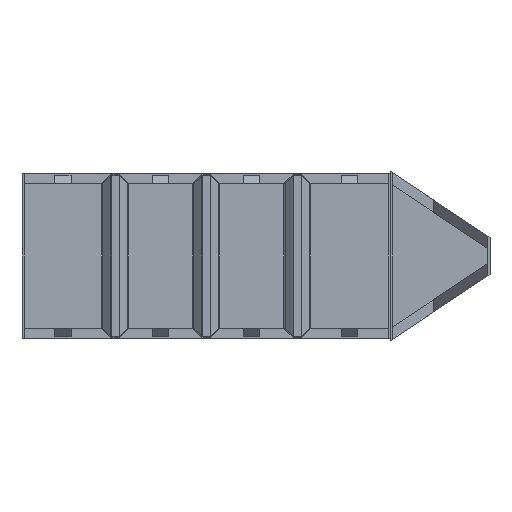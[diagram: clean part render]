
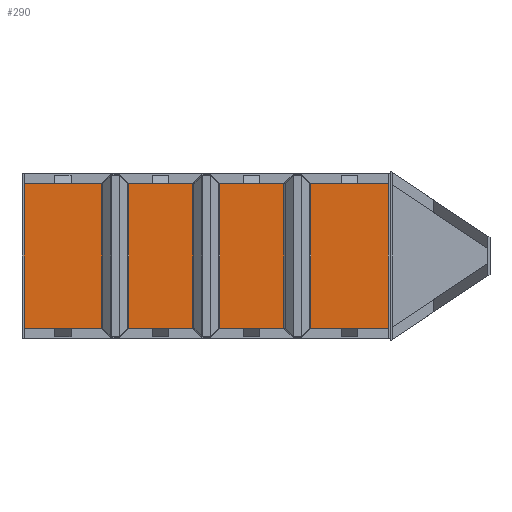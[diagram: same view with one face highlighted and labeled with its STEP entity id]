
A CAD part, front view. The second image highlights one B-rep face of the part: STEP entity #290.
In plain terms, the highlighted planar face has unit normal (0, -1, 0).
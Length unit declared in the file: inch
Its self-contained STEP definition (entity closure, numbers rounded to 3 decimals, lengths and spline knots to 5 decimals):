
#290 = ADVANCED_FACE ( 'NONE', ( #14951 ), #10195, .T. ) ;
#384 = EDGE_CURVE ( 'NONE', #13177, #7574, #3435, .T. ) ;
#471 = VECTOR ( 'NONE', #12416, 39.37008 ) ;
#710 = ORIENTED_EDGE ( 'NONE', *, *, #4195, .F. ) ;
#1006 = DIRECTION ( 'NONE',  ( 0., 0., -1. ) ) ;
#1527 = LINE ( 'NONE', #4221, #471 ) ;
#1986 = ORIENTED_EDGE ( 'NONE', *, *, #13121, .F. ) ;
#2305 = CARTESIAN_POINT ( 'NONE',  ( 0., -0.25, 0. ) ) ;
#3204 = EDGE_LOOP ( 'NONE', ( #1986, #710, #12598, #13639 ) ) ;
#3435 = LINE ( 'NONE', #11553, #5288 ) ;
#4195 = EDGE_CURVE ( 'NONE', #7574, #7197, #11362, .T. ) ;
#4221 = CARTESIAN_POINT ( 'NONE',  ( 22.25, -0.25, 0. ) ) ;
#4890 = CARTESIAN_POINT ( 'NONE',  ( 0., -0.25, -8.8 ) ) ;
#5288 = VECTOR ( 'NONE', #8085, 39.37008 ) ;
#5623 = DIRECTION ( 'NONE',  ( 0., -1., 0. ) ) ;
#5798 = LINE ( 'NONE', #4890, #10532 ) ;
#6354 = CARTESIAN_POINT ( 'NONE',  ( 22.25, -0.25, 8.8 ) ) ;
#6894 = DIRECTION ( 'NONE',  ( 1., 0., 0. ) ) ;
#7197 = VERTEX_POINT ( 'NONE', #6354 ) ;
#7574 = VERTEX_POINT ( 'NONE', #11336 ) ;
#7812 = VERTEX_POINT ( 'NONE', #14195 ) ;
#8085 = DIRECTION ( 'NONE',  ( 0., 0., 1. ) ) ;
#10195 = PLANE ( 'NONE',  #13268 ) ;
#10532 = VECTOR ( 'NONE', #11731, 39.37008 ) ;
#10590 = EDGE_CURVE ( 'NONE', #7812, #13177, #5798, .T. ) ;
#11336 = CARTESIAN_POINT ( 'NONE',  ( -22.25, -0.25, 8.8 ) ) ;
#11362 = LINE ( 'NONE', #11671, #13347 ) ;
#11553 = CARTESIAN_POINT ( 'NONE',  ( -22.25, -0.25, 0. ) ) ;
#11671 = CARTESIAN_POINT ( 'NONE',  ( 0., -0.25, 8.8 ) ) ;
#11731 = DIRECTION ( 'NONE',  ( -1., 0., 0. ) ) ;
#12416 = DIRECTION ( 'NONE',  ( 0., 0., -1. ) ) ;
#12598 = ORIENTED_EDGE ( 'NONE', *, *, #384, .F. ) ;
#13121 = EDGE_CURVE ( 'NONE', #7197, #7812, #1527, .T. ) ;
#13177 = VERTEX_POINT ( 'NONE', #14599 ) ;
#13268 = AXIS2_PLACEMENT_3D ( 'NONE', #2305, #5623, #1006 ) ;
#13347 = VECTOR ( 'NONE', #6894, 39.37008 ) ;
#13639 = ORIENTED_EDGE ( 'NONE', *, *, #10590, .F. ) ;
#14195 = CARTESIAN_POINT ( 'NONE',  ( 22.25, -0.25, -8.8 ) ) ;
#14599 = CARTESIAN_POINT ( 'NONE',  ( -22.25, -0.25, -8.8 ) ) ;
#14951 = FACE_OUTER_BOUND ( 'NONE', #3204, .T. ) ;
